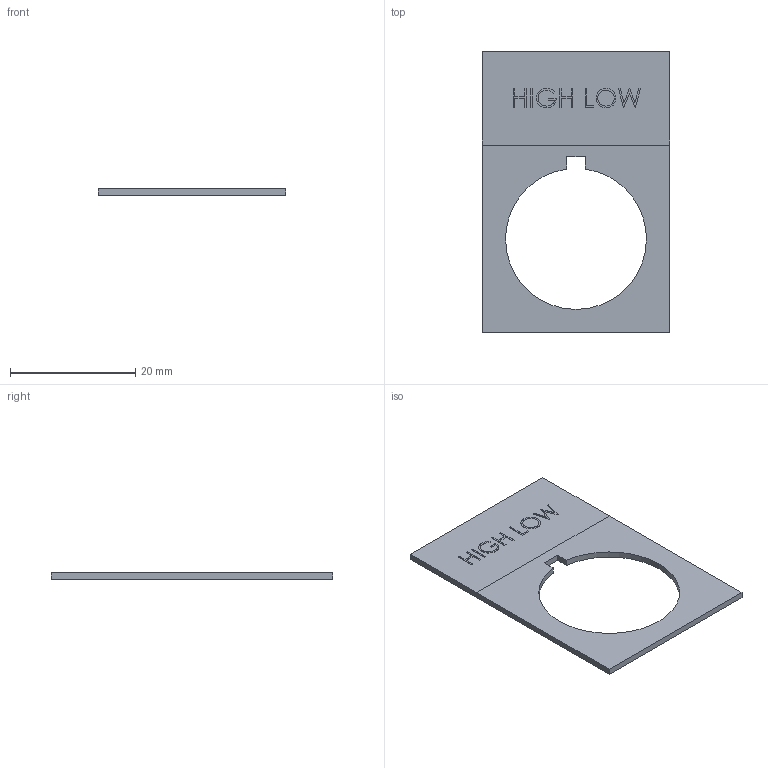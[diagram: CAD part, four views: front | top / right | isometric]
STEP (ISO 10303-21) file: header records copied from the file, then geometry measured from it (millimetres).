
FILE_DESCRIPTION (( 'STEP AP214' ), '1' );
FILE_NAME ('ECX1670A-B43.step', '2018-10-09T17:15:54', ( '' ), ( '' ), 'SwSTEP 2.0', 'SolidWorks 2017', '' );
FILE_SCHEMA (( 'AUTOMOTIVE_DESIGN' ));
Length unit declared in the file: inch
Products named in the file (1): ECX1670A-B43
Bounding box: 30 x 45 x 1 mm (x, y, z)
Volume: 946.3 mm3; surface area: 2120.5 mm2
Topology: 1 solids, 1 shells, 89 faces, 237 edges, 158 vertices
Faces by surface type: plane 69, bspline 17, cylinder 3
Entity records: 5032 total; most frequent: CARTESIAN_POINT 1889, ORIENTED_EDGE 474, DIRECTION 354, EDGE_CURVE 237, LINE 196, VECTOR 196, VERTEX_POINT 158, EDGE_LOOP 99
